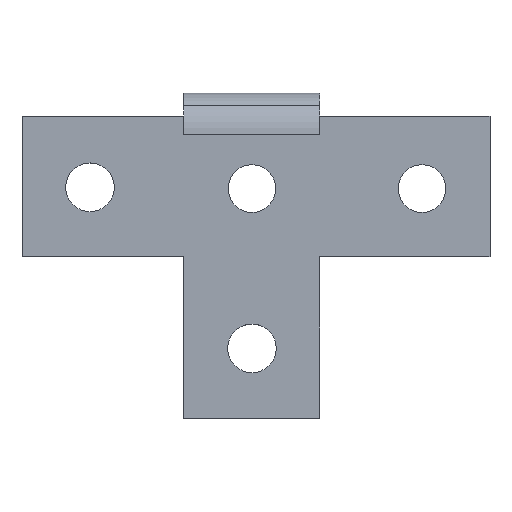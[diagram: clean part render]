
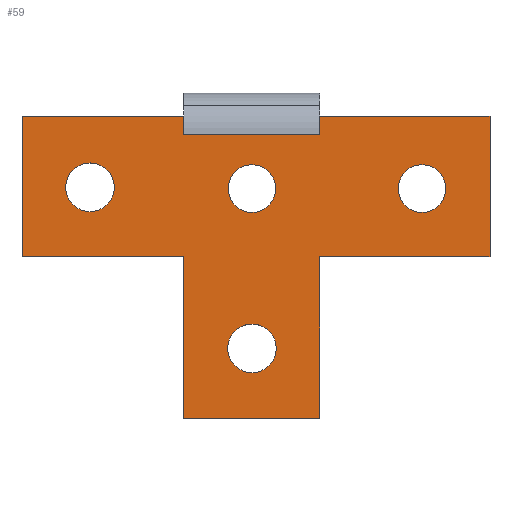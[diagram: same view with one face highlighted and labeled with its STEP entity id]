
A CAD part, top view. The second image highlights one B-rep face of the part: STEP entity #59.
In plain terms, the highlighted planar face has unit normal (0, 0, 1).
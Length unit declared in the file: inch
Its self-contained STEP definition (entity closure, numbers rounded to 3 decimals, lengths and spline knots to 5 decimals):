
#59=ADVANCED_FACE('',(#142,#143,#144,#145,#146),#147,.T.);
#142=FACE_BOUND('',#256,.T.);
#143=FACE_BOUND('',#257,.T.);
#144=FACE_BOUND('',#258,.T.);
#145=FACE_BOUND('',#259,.T.);
#146=FACE_OUTER_BOUND('',#260,.T.);
#147=PLANE('',#261);
#256=EDGE_LOOP('',(#369,#370));
#257=EDGE_LOOP('',(#371,#372));
#258=EDGE_LOOP('',(#373,#374));
#259=EDGE_LOOP('',(#375,#376));
#260=EDGE_LOOP('',(#377,#378,#379,#380,#381,#382,#383,#384,#385,#386,#387,#388));
#261=AXIS2_PLACEMENT_3D('',#389,#390,#391);
#369=ORIENTED_EDGE('',*,*,#671,.T.);
#370=ORIENTED_EDGE('',*,*,#672,.T.);
#371=ORIENTED_EDGE('',*,*,#673,.T.);
#372=ORIENTED_EDGE('',*,*,#674,.T.);
#373=ORIENTED_EDGE('',*,*,#675,.T.);
#374=ORIENTED_EDGE('',*,*,#676,.T.);
#375=ORIENTED_EDGE('',*,*,#677,.T.);
#376=ORIENTED_EDGE('',*,*,#678,.T.);
#377=ORIENTED_EDGE('',*,*,#679,.T.);
#378=ORIENTED_EDGE('',*,*,#680,.F.);
#379=ORIENTED_EDGE('',*,*,#681,.T.);
#380=ORIENTED_EDGE('',*,*,#682,.T.);
#381=ORIENTED_EDGE('',*,*,#683,.F.);
#382=ORIENTED_EDGE('',*,*,#684,.T.);
#383=ORIENTED_EDGE('',*,*,#685,.T.);
#384=ORIENTED_EDGE('',*,*,#686,.T.);
#385=ORIENTED_EDGE('',*,*,#687,.F.);
#386=ORIENTED_EDGE('',*,*,#688,.F.);
#387=ORIENTED_EDGE('',*,*,#689,.T.);
#388=ORIENTED_EDGE('',*,*,#690,.T.);
#389=CARTESIAN_POINT('',(-3.54331,0.8125,0.0));
#390=DIRECTION('',(0.,-0.0,1.0));
#391=DIRECTION('',(0.0,1.0,0.0));
#671=EDGE_CURVE('',#796,#797,#798,.T.);
#672=EDGE_CURVE('',#797,#796,#799,.T.);
#673=EDGE_CURVE('',#800,#801,#802,.T.);
#674=EDGE_CURVE('',#801,#800,#803,.T.);
#675=EDGE_CURVE('',#804,#805,#806,.T.);
#676=EDGE_CURVE('',#805,#804,#807,.T.);
#677=EDGE_CURVE('',#808,#809,#810,.T.);
#678=EDGE_CURVE('',#809,#808,#811,.T.);
#679=EDGE_CURVE('',#812,#813,#814,.T.);
#680=EDGE_CURVE('',#815,#813,#816,.T.);
#681=EDGE_CURVE('',#815,#817,#818,.T.);
#682=EDGE_CURVE('',#817,#819,#820,.T.);
#683=EDGE_CURVE('',#821,#819,#822,.T.);
#684=EDGE_CURVE('',#821,#823,#824,.T.);
#685=EDGE_CURVE('',#823,#825,#826,.T.);
#686=EDGE_CURVE('',#825,#827,#828,.T.);
#687=EDGE_CURVE('',#829,#827,#830,.T.);
#688=EDGE_CURVE('',#831,#829,#832,.T.);
#689=EDGE_CURVE('',#831,#833,#834,.T.);
#690=EDGE_CURVE('',#833,#812,#835,.T.);
#796=VERTEX_POINT('',#977);
#797=VERTEX_POINT('',#978);
#798=CIRCLE('',#979,0.28125);
#799=CIRCLE('',#980,0.28125);
#800=VERTEX_POINT('',#981);
#801=VERTEX_POINT('',#982);
#802=CIRCLE('',#983,0.27559);
#803=CIRCLE('',#984,0.27559);
#804=VERTEX_POINT('',#985);
#805=VERTEX_POINT('',#986);
#806=CIRCLE('',#987,0.27559);
#807=CIRCLE('',#988,0.27559);
#808=VERTEX_POINT('',#989);
#809=VERTEX_POINT('',#990);
#810=CIRCLE('',#991,0.28125);
#811=CIRCLE('',#992,0.28125);
#812=VERTEX_POINT('',#993);
#813=VERTEX_POINT('',#994);
#814=LINE('',#995,#996);
#815=VERTEX_POINT('',#997);
#816=LINE('',#998,#999);
#817=VERTEX_POINT('',#1000);
#818=LINE('',#1001,#1002);
#819=VERTEX_POINT('',#1003);
#820=LINE('',#1004,#1005);
#821=VERTEX_POINT('',#1006);
#822=LINE('',#1007,#1008);
#823=VERTEX_POINT('',#1009);
#824=LINE('',#1010,#1011);
#825=VERTEX_POINT('',#1012);
#826=LINE('',#1013,#1014);
#827=VERTEX_POINT('',#1015);
#828=LINE('',#1016,#1017);
#829=VERTEX_POINT('',#1018);
#830=LINE('',#1019,#1020);
#831=VERTEX_POINT('',#1021);
#832=LINE('',#1022,#1023);
#833=VERTEX_POINT('',#1024);
#834=LINE('',#1025,#1026);
#835=LINE('',#1027,#1028);
#977=CARTESIAN_POINT('',(-4.91225,0.80226,0.0));
#978=CARTESIAN_POINT('',(-4.34975,0.80226,0.));
#979=AXIS2_PLACEMENT_3D('',#1210,#1211,#1212);
#980=AXIS2_PLACEMENT_3D('',#1213,#1214,#1215);
#981=CARTESIAN_POINT('',(-2.75591,1.06299,0.));
#982=CARTESIAN_POINT('',(-2.75591,0.51181,0.));
#983=AXIS2_PLACEMENT_3D('',#1216,#1217,#1218);
#984=AXIS2_PLACEMENT_3D('',#1219,#1220,#1221);
#985=CARTESIAN_POINT('',(-1.06299,0.7874,0.));
#986=CARTESIAN_POINT('',(-0.51181,0.7874,0.));
#987=AXIS2_PLACEMENT_3D('',#1222,#1223,#1224);
#988=AXIS2_PLACEMENT_3D('',#1225,#1226,#1227);
#989=CARTESIAN_POINT('',(-3.03706,-1.0625,0.));
#990=CARTESIAN_POINT('',(-2.47456,-1.0625,0.));
#991=AXIS2_PLACEMENT_3D('',#1228,#1229,#1230);
#992=AXIS2_PLACEMENT_3D('',#1231,#1232,#1233);
#993=CARTESIAN_POINT('',(-5.41831,1.625,0.));
#994=CARTESIAN_POINT('',(-5.41831,0.,0.));
#995=CARTESIAN_POINT('',(-5.41831,0.,0.));
#996=VECTOR('',#1234,1.0);
#997=CARTESIAN_POINT('',(-3.54331,0.,0.0));
#998=CARTESIAN_POINT('',(-3.54331,0.,0.0));
#999=VECTOR('',#1235,1.0);
#1000=CARTESIAN_POINT('',(-3.54331,-1.875,0.));
#1001=CARTESIAN_POINT('',(-3.54331,1.64631,0.0));
#1002=VECTOR('',#1236,0.3937);
#1003=CARTESIAN_POINT('',(-1.9685,-1.875,0.));
#1004=CARTESIAN_POINT('',(-3.54331,-1.875,0.));
#1005=VECTOR('',#1237,1.0);
#1006=CARTESIAN_POINT('',(-1.9685,0.,0.));
#1007=CARTESIAN_POINT('',(-1.9685,0.,0.));
#1008=VECTOR('',#1238,1.0);
#1009=CARTESIAN_POINT('',(0.0,0.,0.0));
#1010=CARTESIAN_POINT('',(-3.74016,0.,0.0));
#1011=VECTOR('',#1239,0.03937);
#1012=CARTESIAN_POINT('',(0.,1.625,0.));
#1013=CARTESIAN_POINT('',(0.,1.41732,0.));
#1014=VECTOR('',#1240,1.0);
#1015=CARTESIAN_POINT('',(-1.9685,1.625,0.));
#1016=CARTESIAN_POINT('',(0.,1.625,0.));
#1017=VECTOR('',#1241,1.0);
#1018=CARTESIAN_POINT('',(-1.9685,1.41732,0.));
#1019=CARTESIAN_POINT('',(-1.9685,1.41732,0.));
#1020=VECTOR('',#1242,1.0);
#1021=CARTESIAN_POINT('',(-3.54331,1.41732,0.));
#1022=CARTESIAN_POINT('',(-3.74016,1.41732,0.0));
#1023=VECTOR('',#1243,0.03937);
#1024=CARTESIAN_POINT('',(-3.54331,1.625,0.0));
#1025=CARTESIAN_POINT('',(-3.54331,0.,0.0));
#1026=VECTOR('',#1244,1.0);
#1027=CARTESIAN_POINT('',(-3.54331,1.625,0.0));
#1028=VECTOR('',#1245,1.0);
#1210=CARTESIAN_POINT('',(-4.631,0.80226,0.0));
#1211=DIRECTION('',(0.,0.0,-1.0));
#1212=DIRECTION('',(1.0,0.0,0.));
#1213=CARTESIAN_POINT('',(-4.631,0.80226,0.0));
#1214=DIRECTION('',(0.,0.0,-1.0));
#1215=DIRECTION('',(1.0,0.0,0.));
#1216=CARTESIAN_POINT('',(-2.75591,0.7874,0.0));
#1217=DIRECTION('',(0.,0.,-1.0));
#1218=DIRECTION('',(0.,1.0,0.0));
#1219=CARTESIAN_POINT('',(-2.75591,0.7874,0.0));
#1220=DIRECTION('',(0.,0.,-1.0));
#1221=DIRECTION('',(0.,1.0,0.0));
#1222=CARTESIAN_POINT('',(-0.7874,0.7874,0.));
#1223=DIRECTION('',(0.,0.0,-1.0));
#1224=DIRECTION('',(1.0,0.,0.));
#1225=CARTESIAN_POINT('',(-0.7874,0.7874,0.));
#1226=DIRECTION('',(0.,0.0,-1.0));
#1227=DIRECTION('',(1.0,0.,0.));
#1228=CARTESIAN_POINT('',(-2.75581,-1.0625,0.));
#1229=DIRECTION('',(0.0,-0.0,-1.0));
#1230=DIRECTION('',(1.0,0.,0.0));
#1231=CARTESIAN_POINT('',(-2.75581,-1.0625,0.));
#1232=DIRECTION('',(0.0,-0.0,-1.0));
#1233=DIRECTION('',(1.0,0.,0.0));
#1234=DIRECTION('',(-0.0,-1.0,-0.0));
#1235=DIRECTION('',(-1.0,0.0,0.));
#1236=DIRECTION('',(0.,-1.0,0.0));
#1237=DIRECTION('',(1.0,0.0,0.0));
#1238=DIRECTION('',(0.0,-1.0,0.0));
#1239=DIRECTION('',(1.0,0.,0.));
#1240=DIRECTION('',(0.,1.0,0.0));
#1241=DIRECTION('',(-1.0,0.0,0.0));
#1242=DIRECTION('',(0.,1.0,0.0));
#1243=DIRECTION('',(1.0,0.,0.));
#1244=DIRECTION('',(0.0,1.0,0.0));
#1245=DIRECTION('',(-1.0,0.0,0.));
